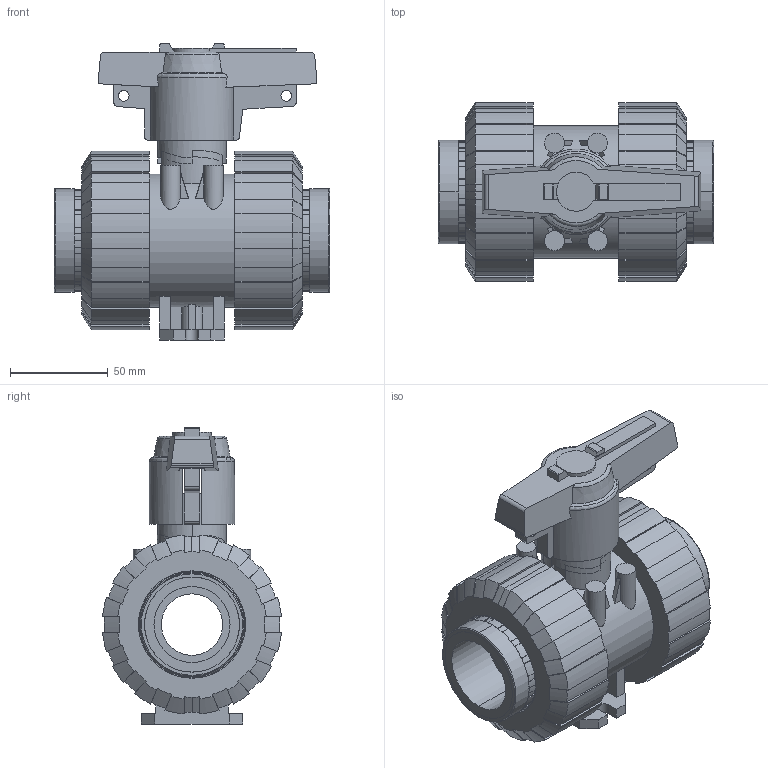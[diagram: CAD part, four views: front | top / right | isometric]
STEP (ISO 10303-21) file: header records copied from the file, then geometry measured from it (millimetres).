
FILE_DESCRIPTION(('STEP AP214'),'1');
FILE_NAME('cctmp_AA837EA2-66DA-41A8-B3CD-CFACA9390A9E_2021_10_21_07_40_30_0386..stp','2021-10-21T05:40:30',('Praher Valves GmbH'),('CADClick - www.CADClick.com'),'Spatial InterOp 3D',' ','unknown authorization');
FILE_SCHEMA(('AUTOMOTIVE_DESIGN'));
Length unit declared in the file: millimetre
Products named in the file (7): cc_unnamed; 210265_5; 210265_4; 210265_3; 210265_2; 210265_1; 210265
Assembly tree (6 placements, depth 2):
  cc_unnamed
    210265_5
    210265_4
    210265_3
    210265_2
    210265_1
    210265
Bounding box: 141 x 91.65 x 151.77 mm (x, y, z)
Volume: 650111 mm3; surface area: 151153.6 mm2
Topology: 8 solids, 8 shells, 636 faces, 1752 edges, 1142 vertices
Faces by surface type: plane 322, cone 156, cylinder 146, torus 12
Entity records: 26329 total; most frequent: CARTESIAN_POINT 4992, ORIENTED_EDGE 3504, DIRECTION 3350, EDGE_CURVE 1752, AXIS2_PLACEMENT_3D 1273, VERTEX_POINT 1142, LINE 804, VECTOR 804
